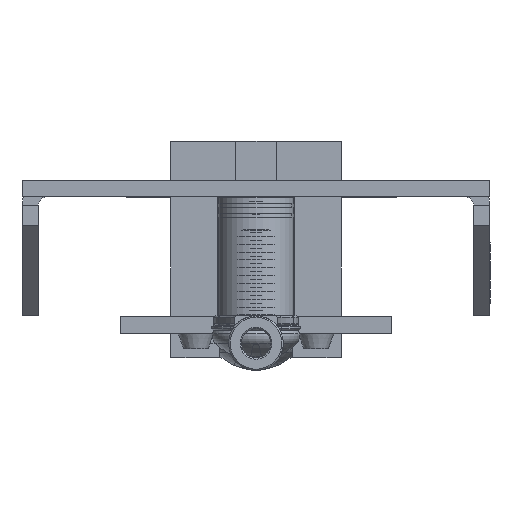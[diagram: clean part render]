
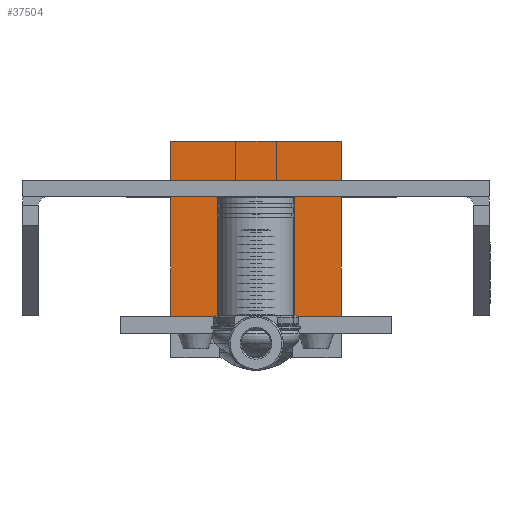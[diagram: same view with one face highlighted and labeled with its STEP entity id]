
A CAD part, left-side view. The second image highlights one B-rep face of the part: STEP entity #37504.
In plain terms, the highlighted planar face has unit normal (-1, 0, 0).
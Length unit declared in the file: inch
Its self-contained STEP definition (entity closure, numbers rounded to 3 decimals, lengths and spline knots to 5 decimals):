
#1864 = LINE ( 'NONE', #79718, #79554 ) ;
#2664 = DIRECTION ( 'NONE',  ( 0., 0., -1. ) ) ;
#3669 = ORIENTED_EDGE ( 'NONE', *, *, #26631, .T. ) ;
#3765 = CARTESIAN_POINT ( 'NONE',  ( -1.215, 0.646, 0.315 ) ) ;
#11743 = CARTESIAN_POINT ( 'NONE',  ( -1.215, 0.646, -0.315 ) ) ;
#13645 = VECTOR ( 'NONE', #43623, 39.37008 ) ;
#17366 = EDGE_CURVE ( 'NONE', #23769, #61385, #49382, .T. ) ;
#20971 = CARTESIAN_POINT ( 'NONE',  ( -1.215, 0., 0.315 ) ) ;
#23769 = VERTEX_POINT ( 'NONE', #73095 ) ;
#26631 = EDGE_CURVE ( 'NONE', #83587, #23769, #93727, .T. ) ;
#36138 = CARTESIAN_POINT ( 'NONE',  ( -1.215, 0.646, -0.315 ) ) ;
#37156 = EDGE_CURVE ( 'NONE', #87585, #61385, #1864, .T. ) ;
#37504 = ADVANCED_FACE ( 'NONE', ( #97184 ), #62487, .F. ) ;
#38371 = ORIENTED_EDGE ( 'NONE', *, *, #17366, .T. ) ;
#40716 = DIRECTION ( 'NONE',  ( 0., 0., 1. ) ) ;
#43623 = DIRECTION ( 'NONE',  ( 0., -1., 0. ) ) ;
#47673 = DIRECTION ( 'NONE',  ( 1., 0., 0. ) ) ;
#48667 = ORIENTED_EDGE ( 'NONE', *, *, #77428, .F. ) ;
#49382 = LINE ( 'NONE', #68014, #69352 ) ;
#54994 = LINE ( 'NONE', #85883, #95135 ) ;
#57352 = DIRECTION ( 'NONE',  ( 0., -1., 0. ) ) ;
#61385 = VERTEX_POINT ( 'NONE', #20971 ) ;
#62487 = PLANE ( 'NONE',  #65738 ) ;
#65738 = AXIS2_PLACEMENT_3D ( 'NONE', #92870, #47673, #2664 ) ;
#68014 = CARTESIAN_POINT ( 'NONE',  ( -1.215, 0., 0.315 ) ) ;
#68331 = DIRECTION ( 'NONE',  ( 0., 0., 1. ) ) ;
#69352 = VECTOR ( 'NONE', #68331, 39.37008 ) ;
#73095 = CARTESIAN_POINT ( 'NONE',  ( -1.215, 0., -0.315 ) ) ;
#77428 = EDGE_CURVE ( 'NONE', #83587, #87585, #54994, .T. ) ;
#79554 = VECTOR ( 'NONE', #57352, 39.37008 ) ;
#79718 = CARTESIAN_POINT ( 'NONE',  ( -1.215, 0.646, 0.315 ) ) ;
#82874 = EDGE_LOOP ( 'NONE', ( #38371, #97493, #48667, #3669 ) ) ;
#83587 = VERTEX_POINT ( 'NONE', #11743 ) ;
#85883 = CARTESIAN_POINT ( 'NONE',  ( -1.215, 0.646, 0.315 ) ) ;
#87585 = VERTEX_POINT ( 'NONE', #3765 ) ;
#92870 = CARTESIAN_POINT ( 'NONE',  ( -1.215, 0.646, 0.315 ) ) ;
#93727 = LINE ( 'NONE', #36138, #13645 ) ;
#95135 = VECTOR ( 'NONE', #40716, 39.37008 ) ;
#97184 = FACE_OUTER_BOUND ( 'NONE', #82874, .T. ) ;
#97493 = ORIENTED_EDGE ( 'NONE', *, *, #37156, .F. ) ;
